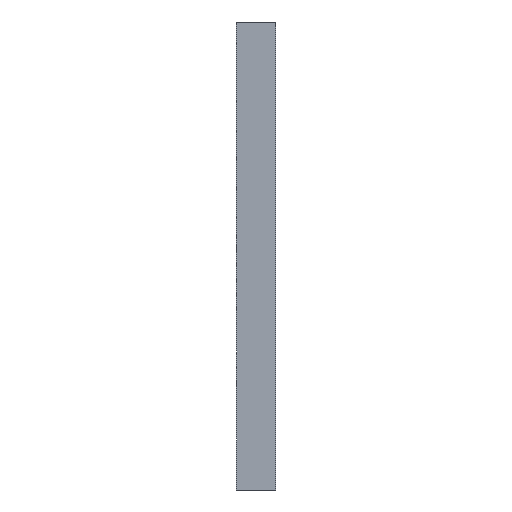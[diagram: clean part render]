
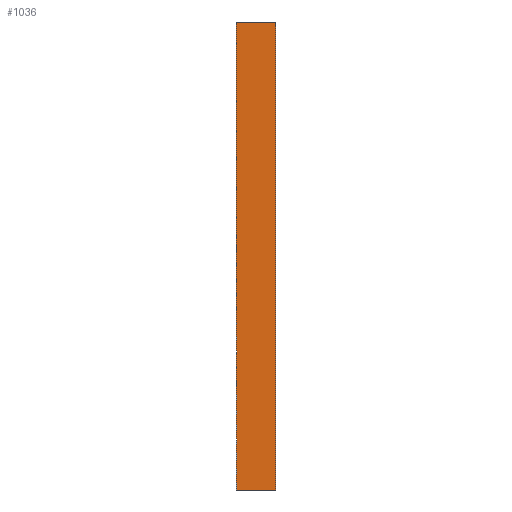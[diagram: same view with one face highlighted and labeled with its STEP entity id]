
A CAD part, left-side view. The second image highlights one B-rep face of the part: STEP entity #1036.
In plain terms, the highlighted planar face has unit normal (-1, 0, 0).
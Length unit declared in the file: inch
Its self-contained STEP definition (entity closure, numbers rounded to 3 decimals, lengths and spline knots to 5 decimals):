
#3 = EDGE_CURVE ( 'NONE', #1317, #1701, #1774, .T. ) ;
#37 = VERTEX_POINT ( 'NONE', #221 ) ;
#85 = EDGE_CURVE ( 'NONE', #1701, #720, #1637, .T. ) ;
#153 = CARTESIAN_POINT ( 'NONE',  ( -6., -0.5, 6. ) ) ;
#221 = CARTESIAN_POINT ( 'NONE',  ( -6., -0.5, -6. ) ) ;
#225 = DIRECTION ( 'NONE',  ( 1., 0., 0. ) ) ;
#358 = DIRECTION ( 'NONE',  ( 0., 0., 1. ) ) ;
#373 = DIRECTION ( 'NONE',  ( 0., 0., -1. ) ) ;
#386 = CARTESIAN_POINT ( 'NONE',  ( -6., 0.5, 6. ) ) ;
#487 = CARTESIAN_POINT ( 'NONE',  ( -6., 0.5, 6. ) ) ;
#578 = EDGE_LOOP ( 'NONE', ( #675, #1788, #1150, #1462 ) ) ;
#615 = VECTOR ( 'NONE', #920, 39.37008 ) ;
#675 = ORIENTED_EDGE ( 'NONE', *, *, #1717, .T. ) ;
#689 = CARTESIAN_POINT ( 'NONE',  ( -6., 0.5, -6. ) ) ;
#720 = VERTEX_POINT ( 'NONE', #153 ) ;
#881 = DIRECTION ( 'NONE',  ( 0., 0., 1. ) ) ;
#913 = VECTOR ( 'NONE', #1583, 39.37008 ) ;
#920 = DIRECTION ( 'NONE',  ( 0., -1., 0. ) ) ;
#985 = VECTOR ( 'NONE', #881, 39.37008 ) ;
#1001 = VECTOR ( 'NONE', #358, 39.37008 ) ;
#1036 = ADVANCED_FACE ( 'NONE', ( #1498 ), #1218, .F. ) ;
#1056 = LINE ( 'NONE', #1625, #1001 ) ;
#1150 = ORIENTED_EDGE ( 'NONE', *, *, #3, .F. ) ;
#1218 = PLANE ( 'NONE',  #1536 ) ;
#1317 = VERTEX_POINT ( 'NONE', #1757 ) ;
#1354 = CARTESIAN_POINT ( 'NONE',  ( -6., 0.5, 6. ) ) ;
#1400 = LINE ( 'NONE', #689, #913 ) ;
#1462 = ORIENTED_EDGE ( 'NONE', *, *, #1594, .T. ) ;
#1498 = FACE_OUTER_BOUND ( 'NONE', #578, .T. ) ;
#1536 = AXIS2_PLACEMENT_3D ( 'NONE', #1354, #225, #373 ) ;
#1583 = DIRECTION ( 'NONE',  ( 0., -1., 0. ) ) ;
#1594 = EDGE_CURVE ( 'NONE', #1317, #37, #1400, .T. ) ;
#1625 = CARTESIAN_POINT ( 'NONE',  ( -6., -0.5, 6. ) ) ;
#1637 = LINE ( 'NONE', #386, #615 ) ;
#1701 = VERTEX_POINT ( 'NONE', #1773 ) ;
#1717 = EDGE_CURVE ( 'NONE', #37, #720, #1056, .T. ) ;
#1757 = CARTESIAN_POINT ( 'NONE',  ( -6., 0.5, -6. ) ) ;
#1773 = CARTESIAN_POINT ( 'NONE',  ( -6., 0.5, 6. ) ) ;
#1774 = LINE ( 'NONE', #487, #985 ) ;
#1788 = ORIENTED_EDGE ( 'NONE', *, *, #85, .F. ) ;
